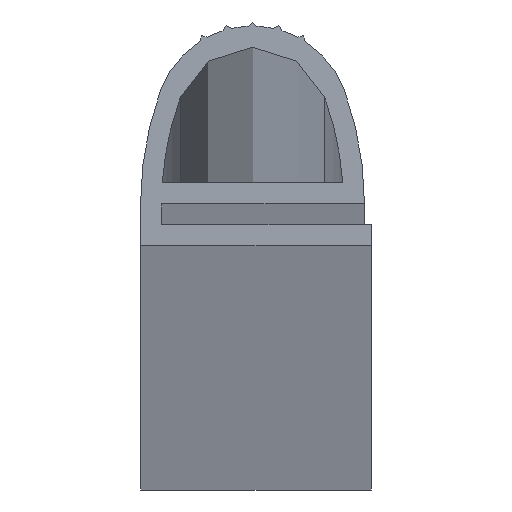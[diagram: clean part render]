
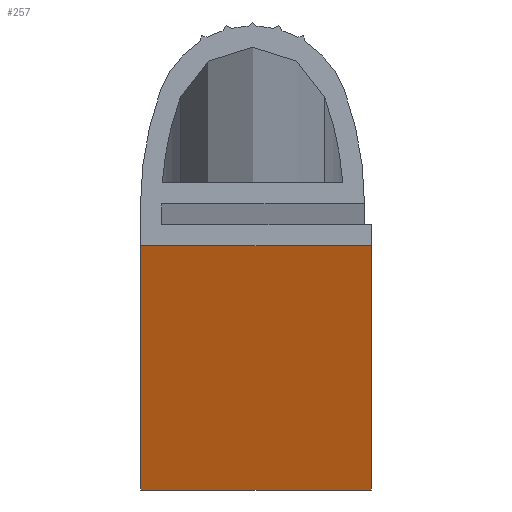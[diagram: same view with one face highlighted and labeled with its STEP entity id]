
A CAD part, top view. The second image highlights one B-rep face of the part: STEP entity #257.
In plain terms, the highlighted planar face has unit normal (0, -1, 0).
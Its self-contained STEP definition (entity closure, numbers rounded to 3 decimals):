
#9 = VERTEX_POINT ( 'NONE', #42 ) ;
#17 = VERTEX_POINT ( 'NONE', #50 ) ;
#30 = VERTEX_POINT ( 'NONE', #63 ) ;
#31 = VERTEX_POINT ( 'NONE', #64 ) ;
#42 = CARTESIAN_POINT ( 'NONE',  ( 0., 0., 5000. ) ) ;
#50 = CARTESIAN_POINT ( 'NONE',  ( 16.5, 0., 5000. ) ) ;
#63 = CARTESIAN_POINT ( 'NONE',  ( 16.5, 0., -5000. ) ) ;
#64 = CARTESIAN_POINT ( 'NONE',  ( 0., 0., -5000. ) ) ;
#71 = LINE ( 'NONE', #72, #533 ) ;
#72 = CARTESIAN_POINT ( 'NONE',  ( 16.5, 0., -5000. ) ) ;
#73 = DIRECTION ( 'NONE',  ( 1., 0., 0. ) ) ;
#101 = LINE ( 'NONE', #102, #541 ) ;
#102 = CARTESIAN_POINT ( 'NONE',  ( 0., 0., 5000. ) ) ;
#103 = DIRECTION ( 'NONE',  ( 0., 0., -1. ) ) ;
#104 = LINE ( 'NONE', #105, #542 ) ;
#105 = CARTESIAN_POINT ( 'NONE',  ( 16.5, 0., 5000. ) ) ;
#106 = DIRECTION ( 'NONE',  ( 0., 0., -1. ) ) ;
#116 = LINE ( 'NONE', #117, #547 ) ;
#117 = CARTESIAN_POINT ( 'NONE',  ( 16.5, 0., 5000. ) ) ;
#118 = DIRECTION ( 'NONE',  ( 1., 0., 0. ) ) ;
#149 = EDGE_CURVE ( 'NONE', #31, #30, #71, .T. ) ;
#169 = EDGE_CURVE ( 'NONE', #9, #31, #101, .T. ) ;
#171 = EDGE_CURVE ( 'NONE', #17, #30, #104, .T. ) ;
#179 = EDGE_CURVE ( 'NONE', #9, #17, #116, .T. ) ;
#257 = ADVANCED_FACE ( 'NONE', ( #357 ), #584, .F. ) ;
#355 = AXIS2_PLACEMENT_3D ( 'NONE', #585, #586, #587 ) ;
#357 = FACE_OUTER_BOUND ( 'NONE', #1044, .T. ) ;
#533 = VECTOR ( 'NONE', #73, 1000. ) ;
#541 = VECTOR ( 'NONE', #103, 1000. ) ;
#542 = VECTOR ( 'NONE', #106, 1000. ) ;
#547 = VECTOR ( 'NONE', #118, 1000. ) ;
#584 = PLANE ( 'NONE',  #355 ) ;
#585 = CARTESIAN_POINT ( 'NONE',  ( 16.5, 0., 5000. ) ) ;
#586 = DIRECTION ( 'NONE',  ( 0., 1., 0. ) ) ;
#587 = DIRECTION ( 'NONE',  ( 0., 0., 1. ) ) ;
#941 = ORIENTED_EDGE ( 'NONE', *, *, #169, .T. ) ;
#943 = ORIENTED_EDGE ( 'NONE', *, *, #171, .F. ) ;
#944 = ORIENTED_EDGE ( 'NONE', *, *, #149, .T. ) ;
#946 = ORIENTED_EDGE ( 'NONE', *, *, #179, .F. ) ;
#1044 = EDGE_LOOP ( 'NONE', ( #944, #943, #946, #941 ) ) ;
